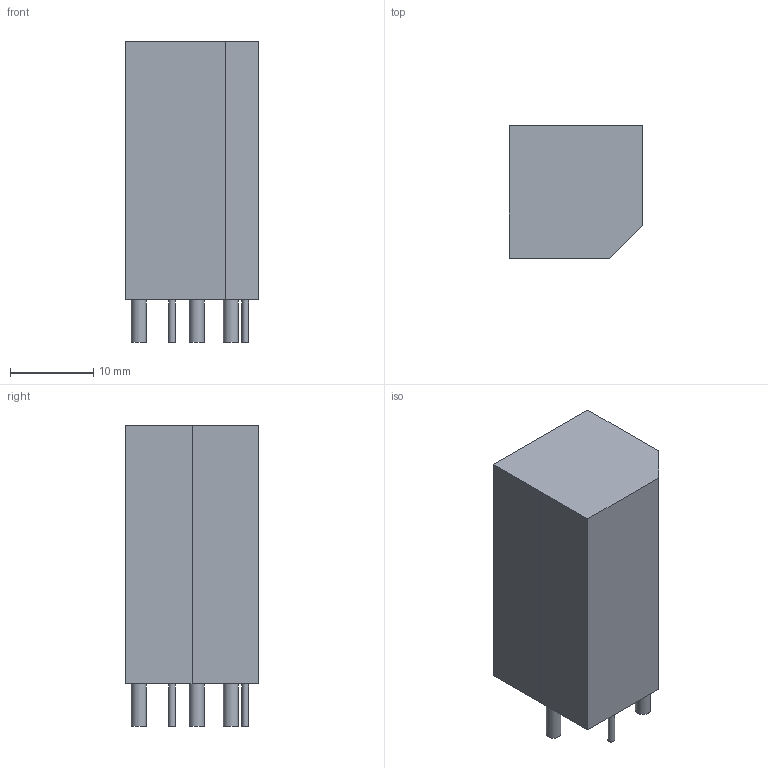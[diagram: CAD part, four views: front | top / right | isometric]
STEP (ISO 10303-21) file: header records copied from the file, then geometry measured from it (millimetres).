
FILE_DESCRIPTION(('FreeCAD Model'),'2;1');
FILE_NAME('1472548.1.3.stp','2021-10-29T19:32:10',( 'Author'),(''),'Open CASCADE STEP processor 6.9','FreeCAD','Unknown' );
FILE_SCHEMA(('AUTOMOTIVE_DESIGN { 1 0 10303 214 1 1 1 1 }'));
Length unit declared in the file: millimetre
Products named in the file (3): ASSEMBLY; Body; Leads
Assembly tree (2 placements, depth 2):
  ASSEMBLY
    Body
    Leads
Bounding box: 16 x 16 x 36.1 mm (x, y, z)
Volume: 7732.1 mm3; surface area: 2536.8 mm2
Topology: 6 solids, 6 shells, 23 faces, 33 edges, 22 vertices
Faces by surface type: plane 18, cylinder 5
Full cylindrical faces by diameter (mm): 0.8 x2, 1.8 x3
Entity records: 1020 total; most frequent: DIRECTION 161, CARTESIAN_POINT 147, LINE 79, VECTOR 79, ORIENTED_EDGE 66, PCURVE 66, DEFINITIONAL_REPRESENTATION 66, AXIS2_PLACEMENT_3D 36
